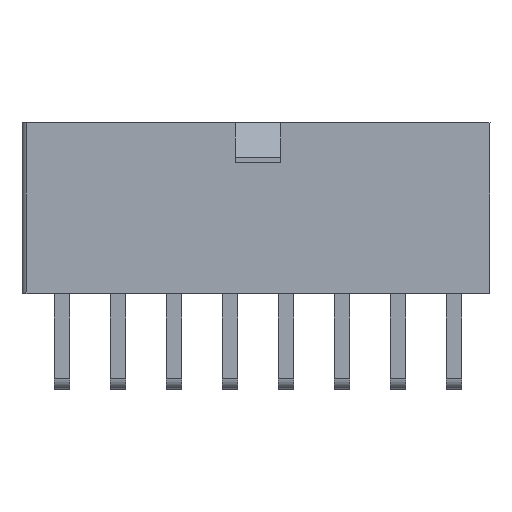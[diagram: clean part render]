
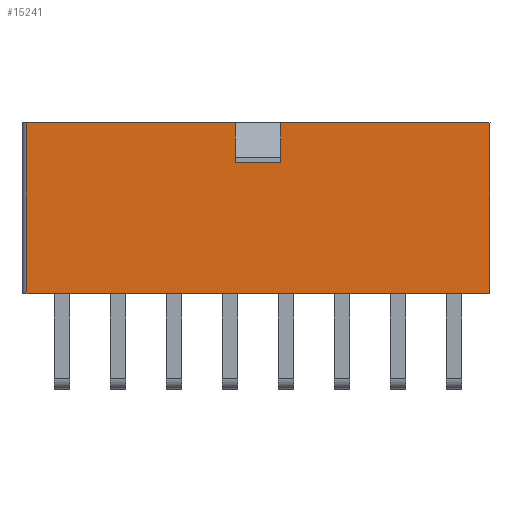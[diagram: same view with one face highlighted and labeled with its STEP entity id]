
A CAD part, top view. The second image highlights one B-rep face of the part: STEP entity #15241.
In plain terms, the highlighted planar face has unit normal (0, 0, 1).
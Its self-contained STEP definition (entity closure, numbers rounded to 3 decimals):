
#1137=ORIENTED_EDGE('',*,*,#3943,.F.);
#1138=ORIENTED_EDGE('',*,*,#3944,.F.);
#1139=ORIENTED_EDGE('',*,*,#3947,.F.);
#1140=ORIENTED_EDGE('',*,*,#3995,.F.);
#1141=ORIENTED_EDGE('',*,*,#3994,.T.);
#1142=ORIENTED_EDGE('',*,*,#3996,.T.);
#1143=ORIENTED_EDGE('',*,*,#3989,.F.);
#1144=ORIENTED_EDGE('',*,*,#3997,.F.);
#3943=EDGE_CURVE('',#5294,#5293,#6422,.T.);
#3944=EDGE_CURVE('',#5295,#5294,#6423,.T.);
#3947=EDGE_CURVE('',#5296,#5295,#6426,.T.);
#3989=EDGE_CURVE('',#5324,#5325,#6468,.T.);
#3994=EDGE_CURVE('',#5326,#5327,#6473,.T.);
#3995=EDGE_CURVE('',#5326,#5296,#6474,.T.);
#3996=EDGE_CURVE('',#5327,#5325,#6475,.T.);
#3997=EDGE_CURVE('',#5293,#5324,#6476,.T.);
#5293=VERTEX_POINT('',#20601);
#5294=VERTEX_POINT('',#20603);
#5295=VERTEX_POINT('',#20607);
#5296=VERTEX_POINT('',#20611);
#5324=VERTEX_POINT('',#20694);
#5325=VERTEX_POINT('',#20696);
#5326=VERTEX_POINT('',#20701);
#5327=VERTEX_POINT('',#20703);
#6422=LINE('',#20604,#7887);
#6423=LINE('',#20606,#7888);
#6426=LINE('',#20612,#7891);
#6468=LINE('',#20695,#7933);
#6473=LINE('',#20704,#7938);
#6474=LINE('',#20706,#7939);
#6475=LINE('',#20707,#7940);
#6476=LINE('',#20708,#7941);
#7887=VECTOR('',#17373,1000.);
#7888=VECTOR('',#17376,1000.);
#7891=VECTOR('',#17381,1000.);
#7933=VECTOR('',#17449,1000.);
#7938=VECTOR('',#17456,1000.);
#7939=VECTOR('',#17459,1000.);
#7940=VECTOR('',#17460,1000.);
#7941=VECTOR('',#17461,1000.);
#8918=EDGE_LOOP('',(#1137,#1138,#1139,#1140,#1141,#1142,#1143,#1144));
#9629=FACE_BOUND('',#8918,.T.);
#10313=PLANE('',#15871);
#15241=ADVANCED_FACE('',(#9629),#10313,.T.);
#15871=AXIS2_PLACEMENT_3D('',#20705,#17457,#17458);
#17373=DIRECTION('',(0.,-1.,0.));
#17376=DIRECTION('',(-1.,0.,0.));
#17381=DIRECTION('',(0.,1.,0.));
#17449=DIRECTION('',(0.,1.,0.));
#17456=DIRECTION('',(0.,1.,0.));
#17457=DIRECTION('',(0.,0.,1.));
#17458=DIRECTION('',(1.,0.,0.));
#17459=DIRECTION('',(-1.,0.,0.));
#17460=DIRECTION('',(-1.,0.,0.));
#17461=DIRECTION('',(-1.,0.,0.));
#20601=CARTESIAN_POINT('',(-1.7,-6.4,4.8));
#20603=CARTESIAN_POINT('',(-1.7,-3.4,4.8));
#20604=CARTESIAN_POINT('',(-1.7,-3.4,4.8));
#20606=CARTESIAN_POINT('',(1.7,-3.4,4.8));
#20607=CARTESIAN_POINT('',(1.7,-3.4,4.8));
#20611=CARTESIAN_POINT('',(1.7,-6.4,4.8));
#20612=CARTESIAN_POINT('',(1.7,-6.4,4.8));
#20694=CARTESIAN_POINT('',(-17.4,-6.4,4.8));
#20695=CARTESIAN_POINT('',(-17.4,-6.4,4.8));
#20696=CARTESIAN_POINT('',(-17.4,6.4,4.8));
#20701=CARTESIAN_POINT('',(17.4,-6.4,4.8));
#20703=CARTESIAN_POINT('',(17.4,6.4,4.8));
#20704=CARTESIAN_POINT('',(17.4,-6.4,4.8));
#20705=CARTESIAN_POINT('',(17.4,-6.4,4.8));
#20706=CARTESIAN_POINT('',(17.4,-6.4,4.8));
#20707=CARTESIAN_POINT('',(17.4,6.4,4.8));
#20708=CARTESIAN_POINT('',(17.4,-6.4,4.8));
